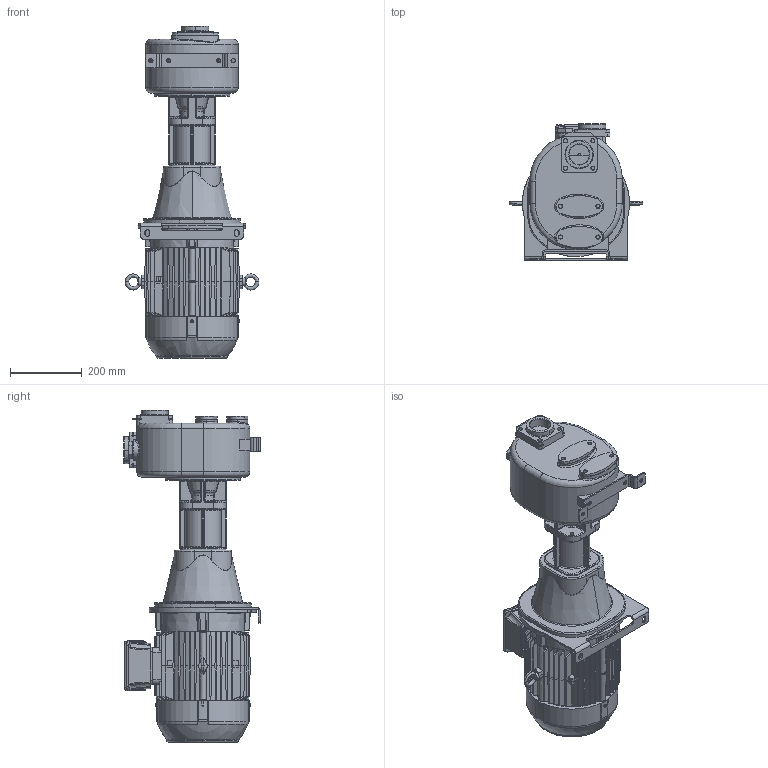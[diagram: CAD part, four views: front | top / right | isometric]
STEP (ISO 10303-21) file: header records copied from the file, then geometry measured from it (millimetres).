
FILE_DESCRIPTION((''),'2;1');
FILE_NAME('S_60_BBT52','2019-01-25T13:07:07',('Nicola'),(''),'CREO PARAMETRIC BY PTC INC, 2017110','CREO PARAMETRIC BY PTC INC, 2017110','');
FILE_SCHEMA(('CONFIG_CONTROL_DESIGN'));
Products named in the file (1): S_60_BBT52
Bounding box: 373.97 x 381 x 928.2 mm (x, y, z)
Volume: 37562189.3 mm3; surface area: 1336597 mm2
Topology: 1 solids, 1 shells, 2959 faces, 7317 edges, 4660 vertices
Faces by surface type: plane 2084, cylinder 421, bspline 171, cone 162, torus 110, sphere 7, extrusion 4
Entity records: 112730 total; most frequent: CARTESIAN_POINT 44332, ORIENTED_EDGE 14610, DIRECTION 13063, EDGE_CURVE 7305, VECTOR 4885, LINE 4881, VERTEX_POINT 4660, AXIS2_PLACEMENT_3D 4089
